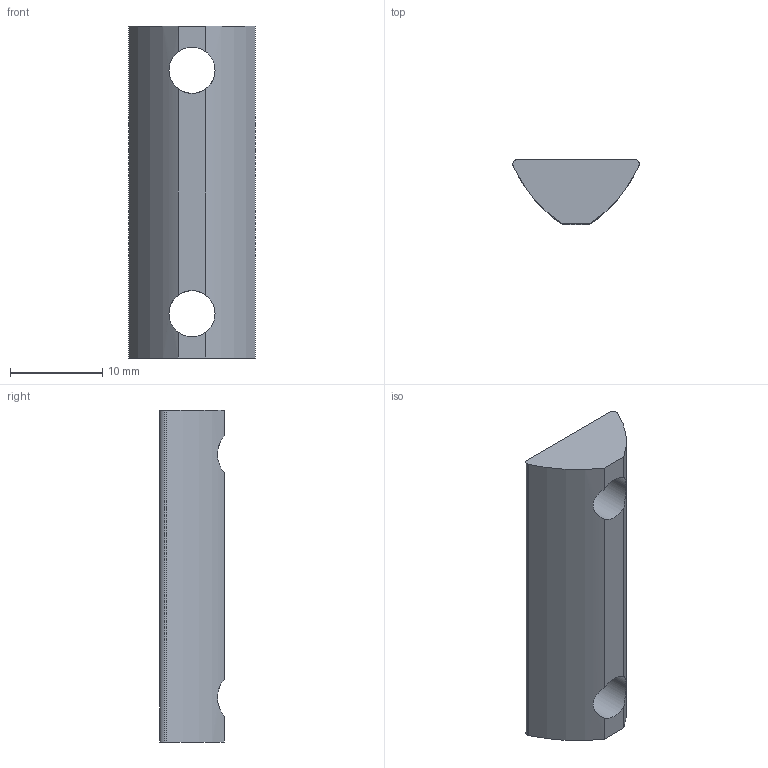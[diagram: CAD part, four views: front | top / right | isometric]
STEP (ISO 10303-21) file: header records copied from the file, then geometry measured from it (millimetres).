
FILE_DESCRIPTION (( 'STEP AP214' ), '1' );
FILE_NAME ('7218612', '2019-02-04T09:52:58', ( '' ), ('JUGARD+KÜNSTNER GmbH'), 'SwSTEP 2.0', 'SolidWorks 2017', '' );
FILE_SCHEMA (( 'AUTOMOTIVE_DESIGN' ));
Length unit declared in the file: millimetre
Products named in the file (1): 7218612_CNAJF00
Bounding box: 13.7 x 7 x 36 mm (x, y, z)
Volume: 2182.8 mm3; surface area: 1503.7 mm2
Topology: 1 solids, 1 shells, 15 faces, 45 edges, 30 vertices
Faces by surface type: cylinder 9, plane 6
Entity records: 659 total; most frequent: CARTESIAN_POINT 163, ORIENTED_EDGE 90, DIRECTION 87, EDGE_CURVE 45, AXIS2_PLACEMENT_3D 34, VERTEX_POINT 30, LINE 19, VECTOR 19
